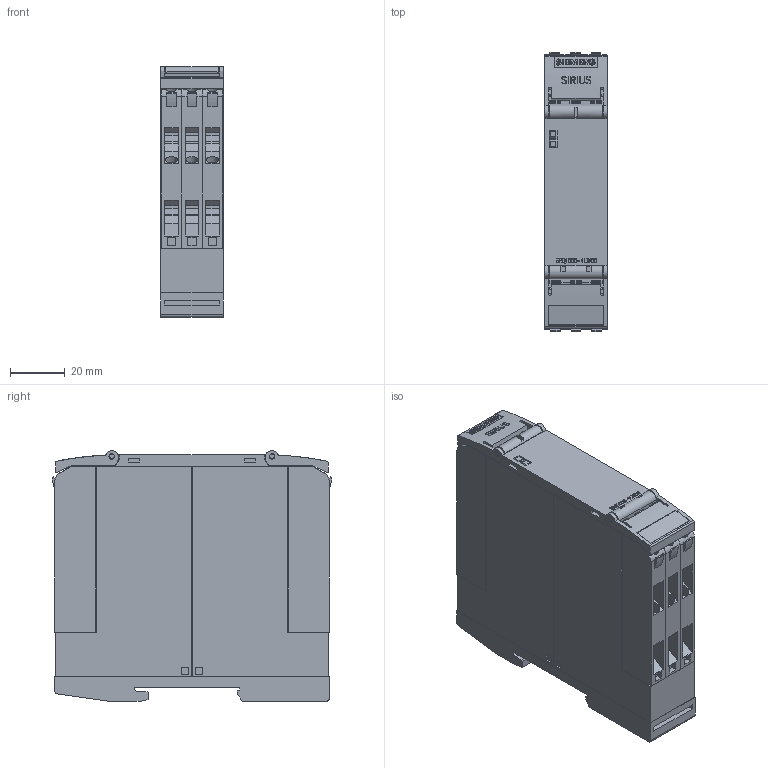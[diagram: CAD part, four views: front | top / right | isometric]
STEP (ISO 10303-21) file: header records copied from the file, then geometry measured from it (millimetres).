
FILE_DESCRIPTION(('STEP AP214'),'1');
FILE_NAME('cctmp_1CCCA710-8EB7-495C-88F5-42DEAD04A34E_2023_07_21_09_55_03_0427..stp','2023-07-21T07:55:04',('SIEMENS A&D'),('CADClick - www.CADClick.com'),'Spatial InterOp 3D postprocessed',' ','unknown authorization');
FILE_SCHEMA(('AUTOMOTIVE_DESIGN'));
Length unit declared in the file: millimetre
Products named in the file (1): 2023_07_21_09_55_03_0389
Bounding box: 22.8 x 101.9 x 91.42 mm (x, y, z)
Volume: 184332.1 mm3; surface area: 54946.7 mm2
Topology: 1 solids, 1 shells, 1630 faces, 4534 edges, 3008 vertices
Faces by surface type: plane 1309, cylinder 269, cone 36, torus 16
Entity records: 57734 total; most frequent: CARTESIAN_POINT 10385, ORIENTED_EDGE 9052, DIRECTION 8417, EDGE_CURVE 4526, LINE 3697, VECTOR 3697, VERTEX_POINT 3008, AXIS2_PLACEMENT_3D 2360
